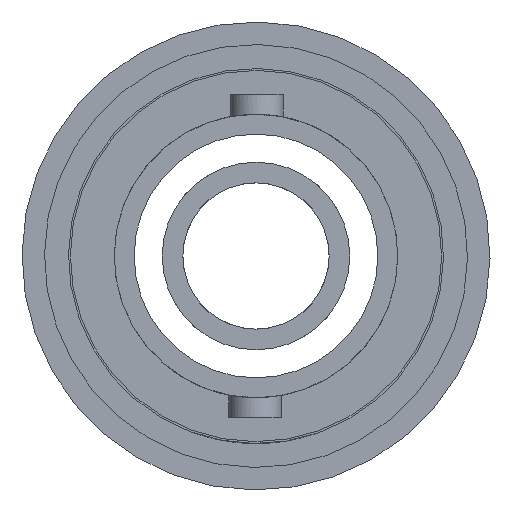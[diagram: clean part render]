
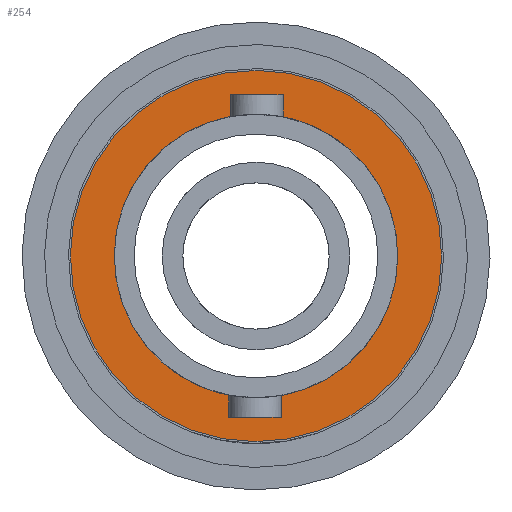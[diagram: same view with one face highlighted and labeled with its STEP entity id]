
A CAD part, front view. The second image highlights one B-rep face of the part: STEP entity #254.
In plain terms, the highlighted planar face has unit normal (0, -1, 0).
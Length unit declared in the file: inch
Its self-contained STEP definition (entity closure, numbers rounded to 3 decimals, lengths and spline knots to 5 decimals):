
#231 = EDGE_CURVE ( 'NONE', #232, #233, #1239, .T. ) ;
#232 = VERTEX_POINT ( 'NONE', #1294 ) ;
#233 = VERTEX_POINT ( 'NONE', #1293 ) ;
#234 = EDGE_CURVE ( 'NONE', #233, #232, #1292, .T. ) ;
#253 = EDGE_CURVE ( 'NONE', #278, #281, #1217, .T. ) ;
#254 = ADVANCED_FACE ( 'NONE', ( #1212, #1211 ), #1307, .T. ) ;
#255 = ORIENTED_EDGE ( 'NONE', *, *, #280, .T. ) ;
#256 = ORIENTED_EDGE ( 'NONE', *, *, #253, .T. ) ;
#257 = EDGE_LOOP ( 'NONE', ( #258, #259 ) ) ;
#258 = ORIENTED_EDGE ( 'NONE', *, *, #231, .F. ) ;
#259 = ORIENTED_EDGE ( 'NONE', *, *, #234, .F. ) ;
#268 = EDGE_LOOP ( 'NONE', ( #255, #256 ) ) ;
#278 = VERTEX_POINT ( 'NONE', #1339 ) ;
#280 = EDGE_CURVE ( 'NONE', #281, #278, #1338, .T. ) ;
#281 = VERTEX_POINT ( 'NONE', #1265 ) ;
#1211 = FACE_BOUND ( 'NONE', #257, .T. ) ;
#1212 = FACE_OUTER_BOUND ( 'NONE', #268, .T. ) ;
#1213 = DIRECTION ( 'NONE',  ( -0.005, 0., -1. ) ) ;
#1214 = DIRECTION ( 'NONE',  ( 0., -1., 0. ) ) ;
#1215 = CARTESIAN_POINT ( 'NONE',  ( 0., -0.72403, 0. ) ) ;
#1216 = AXIS2_PLACEMENT_3D ( 'NONE', #1215, #1214, #1213 ) ;
#1217 = CIRCLE ( 'NONE', #1216, 0.2475 ) ;
#1237 = CARTESIAN_POINT ( 'NONE',  ( 0., -0.72403, 0. ) ) ;
#1238 = AXIS2_PLACEMENT_3D ( 'NONE', #1237, #1296, #1295 ) ;
#1239 = CIRCLE ( 'NONE', #1238, 0.189 ) ;
#1265 = CARTESIAN_POINT ( 'NONE',  ( -0.00136, -0.72403, -0.2475 ) ) ;
#1266 = DIRECTION ( 'NONE',  ( -0.005, 0., -1. ) ) ;
#1291 = AXIS2_PLACEMENT_3D ( 'NONE', #1320, #1319, #1318 ) ;
#1292 = CIRCLE ( 'NONE', #1291, 0.189 ) ;
#1293 = CARTESIAN_POINT ( 'NONE',  ( 0.00104, -0.72403, 0.189 ) ) ;
#1294 = CARTESIAN_POINT ( 'NONE',  ( -0.00104, -0.72403, -0.189 ) ) ;
#1295 = DIRECTION ( 'NONE',  ( -0.005, 0., -1. ) ) ;
#1296 = DIRECTION ( 'NONE',  ( 0., -1., 0. ) ) ;
#1302 = DIRECTION ( 'NONE',  ( -0.005, 0., -1. ) ) ;
#1303 = DIRECTION ( 'NONE',  ( 0., -1., 0. ) ) ;
#1304 = AXIS2_PLACEMENT_3D ( 'NONE', #1306, #1303, #1302 ) ;
#1306 = CARTESIAN_POINT ( 'NONE',  ( -0.2475, -0.72403, 0.00136 ) ) ;
#1307 = PLANE ( 'NONE',  #1304 ) ;
#1318 = DIRECTION ( 'NONE',  ( -0.005, 0., -1. ) ) ;
#1319 = DIRECTION ( 'NONE',  ( 0., -1., 0. ) ) ;
#1320 = CARTESIAN_POINT ( 'NONE',  ( 0., -0.72403, 0. ) ) ;
#1335 = DIRECTION ( 'NONE',  ( 0., -1., 0. ) ) ;
#1336 = CARTESIAN_POINT ( 'NONE',  ( 0., -0.72403, 0. ) ) ;
#1337 = AXIS2_PLACEMENT_3D ( 'NONE', #1336, #1335, #1266 ) ;
#1338 = CIRCLE ( 'NONE', #1337, 0.2475 ) ;
#1339 = CARTESIAN_POINT ( 'NONE',  ( 0.00136, -0.72403, 0.2475 ) ) ;
